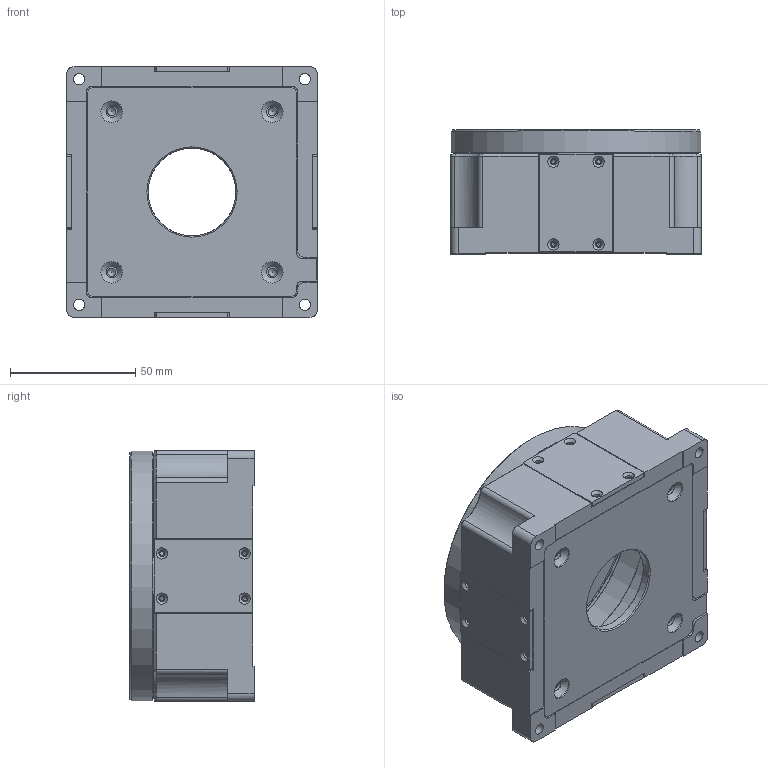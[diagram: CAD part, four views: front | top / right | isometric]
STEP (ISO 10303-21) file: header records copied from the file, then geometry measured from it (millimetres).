
FILE_DESCRIPTION (( 'STEP AP203' ), '1' );
FILE_NAME ('RS-100C軞傖.STEP', '2022-11-04T06:12:56', ( '' ), ( '' ), 'SwSTEP 2.0', 'SolidWorks 2020', '' );
FILE_SCHEMA (( 'CONFIG_CONTROL_DESIGN' ));
Length unit declared in the file: millimetre
Products named in the file (1): RS-100C軞傖
Bounding box: 100 x 49.5 x 100 mm (x, y, z)
Volume: 241466 mm3; surface area: 87973.2 mm2
Topology: 7 solids, 7 shells, 796 faces, 2273 edges, 1477 vertices
Faces by surface type: plane 360, cylinder 317, cone 94, bspline 25
Full cylindrical faces by diameter (mm): 1.6 x16, 2 x4, 2.05 x8, 2.4 x16, 2.5 x10, 3.3 x12, 3.4 x8, 4.5 x8, 6 x8, 8 x4, 8.6 x4, 35 x2, 36 x1, 38 x1, 51 x1, 56 x1, 72 x1, 80 x1, 83 x1, 98 x1, 100 x1
Entity records: 30024 total; most frequent: CARTESIAN_POINT 10232, ORIENTED_EDGE 4012, DIRECTION 3929, EDGE_CURVE 2006, VERTEX_POINT 1400, AXIS2_PLACEMENT_3D 1378, LINE 1173, VECTOR 1173
